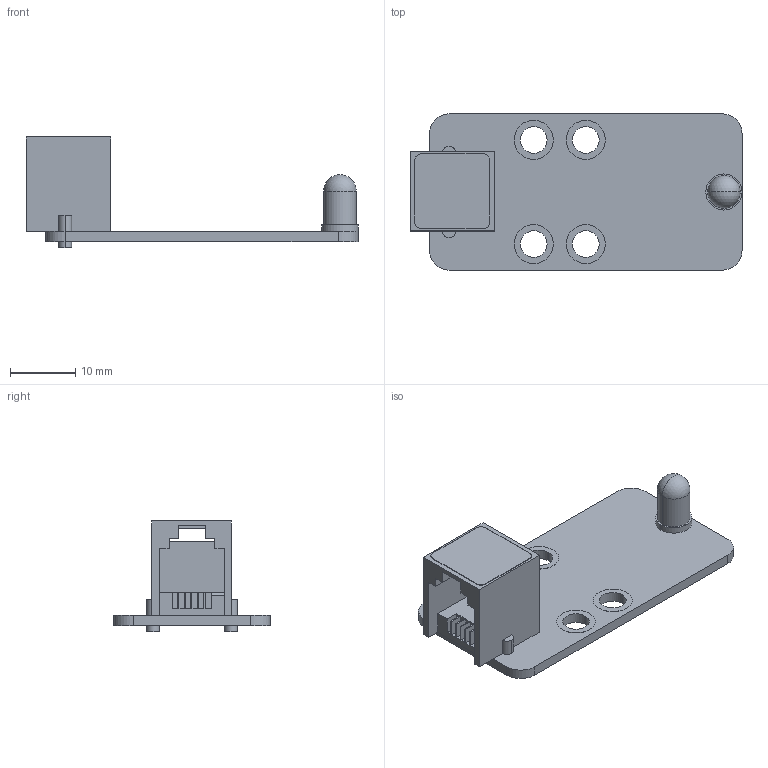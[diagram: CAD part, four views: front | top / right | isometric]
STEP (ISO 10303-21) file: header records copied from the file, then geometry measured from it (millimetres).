
FILE_DESCRIPTION (( 'STEP AP214' ), '1' );
FILE_NAME ('Me Flame Sensor V1.0.step', '2016-10-28T06:58:43', ( 'dell' ), ( '' ), 'SwSTEP 2.0', 'SolidWorks 2013', '' );
FILE_SCHEMA (( 'AUTOMOTIVE_DESIGN' ));
Length unit declared in the file: millimetre
Products named in the file (1): Me Flame Sensor V1.0
Bounding box: 51 x 24 x 17.1 mm (x, y, z)
Surface area: 4297.5 mm2 (no closed solid volume)
Topology: 0 solids, 3 shells, 124 faces, 363 edges, 241 vertices
Faces by surface type: plane 77, cylinder 45, sphere 2
Entity records: 5466 total; most frequent: CARTESIAN_POINT 723, DIRECTION 705, ORIENTED_EDGE 664, EDGE_CURVE 359, LINE 263, VECTOR 263, VERTEX_POINT 239, AXIS2_PLACEMENT_3D 221
